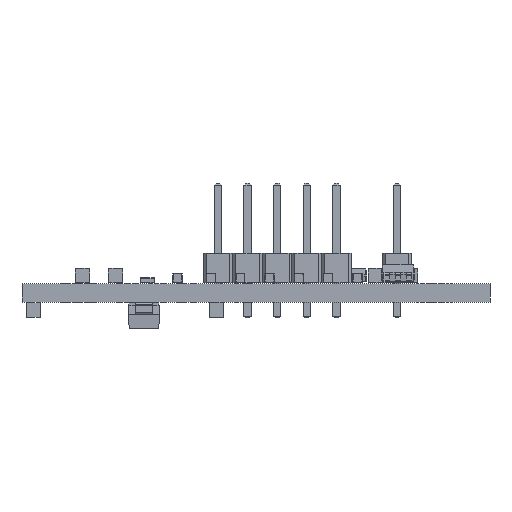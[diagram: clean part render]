
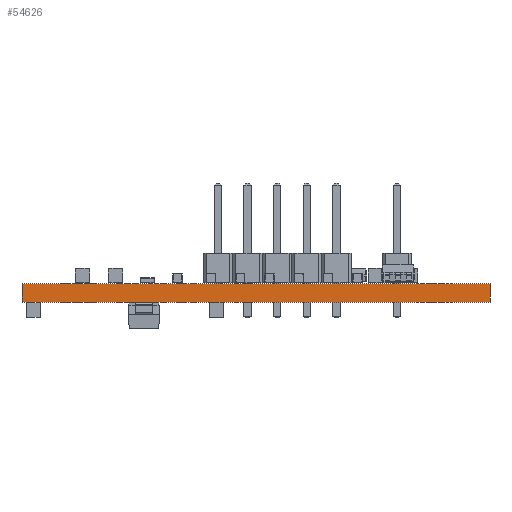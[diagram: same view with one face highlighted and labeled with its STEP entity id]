
A CAD part, left-side view. The second image highlights one B-rep face of the part: STEP entity #54626.
In plain terms, the highlighted planar face has unit normal (-1, 0, 0).
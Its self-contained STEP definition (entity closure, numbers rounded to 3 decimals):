
#54445 = PLANE('',#54446);
#54446 = AXIS2_PLACEMENT_3D('',#54447,#54448,#54449);
#54447 = CARTESIAN_POINT('',(45.466,5.334,0.));
#54448 = DIRECTION('',(0.,-1.,0.));
#54449 = DIRECTION('',(-1.,0.,0.));
#54470 = VERTEX_POINT('',#54471);
#54471 = CARTESIAN_POINT('',(5.334,5.334,1.6));
#54485 = PLANE('',#54486);
#54486 = AXIS2_PLACEMENT_3D('',#54487,#54488,#54489);
#54487 = CARTESIAN_POINT('',(25.4,25.4,1.6));
#54488 = DIRECTION('',(-0.,-0.,-1.));
#54489 = DIRECTION('',(-1.,0.,0.));
#54497 = EDGE_CURVE('',#54498,#54470,#54500,.T.);
#54498 = VERTEX_POINT('',#54499);
#54499 = CARTESIAN_POINT('',(5.334,5.334,0.));
#54500 = SURFACE_CURVE('',#54501,(#54505,#54512),.PCURVE_S1.);
#54501 = LINE('',#54502,#54503);
#54502 = CARTESIAN_POINT('',(5.334,5.334,0.));
#54503 = VECTOR('',#54504,1.);
#54504 = DIRECTION('',(0.,0.,1.));
#54505 = PCURVE('',#54445,#54506);
#54506 = DEFINITIONAL_REPRESENTATION('',(#54507),#54511);
#54507 = LINE('',#54508,#54509);
#54508 = CARTESIAN_POINT('',(40.132,0.));
#54509 = VECTOR('',#54510,1.);
#54510 = DIRECTION('',(0.,-1.));
#54511 = ( GEOMETRIC_REPRESENTATION_CONTEXT(2) 
PARAMETRIC_REPRESENTATION_CONTEXT() REPRESENTATION_CONTEXT('2D SPACE',''
  ) );
#54512 = PCURVE('',#54513,#54518);
#54513 = PLANE('',#54514);
#54514 = AXIS2_PLACEMENT_3D('',#54515,#54516,#54517);
#54515 = CARTESIAN_POINT('',(5.334,5.334,0.));
#54516 = DIRECTION('',(-1.,0.,0.));
#54517 = DIRECTION('',(0.,1.,0.));
#54518 = DEFINITIONAL_REPRESENTATION('',(#54519),#54523);
#54519 = LINE('',#54520,#54521);
#54520 = CARTESIAN_POINT('',(0.,0.));
#54521 = VECTOR('',#54522,1.);
#54522 = DIRECTION('',(0.,-1.));
#54523 = ( GEOMETRIC_REPRESENTATION_CONTEXT(2) 
PARAMETRIC_REPRESENTATION_CONTEXT() REPRESENTATION_CONTEXT('2D SPACE',''
  ) );
#54539 = PLANE('',#54540);
#54540 = AXIS2_PLACEMENT_3D('',#54541,#54542,#54543);
#54541 = CARTESIAN_POINT('',(25.4,25.4,0.));
#54542 = DIRECTION('',(-0.,-0.,-1.));
#54543 = DIRECTION('',(-1.,0.,0.));
#54572 = PLANE('',#54573);
#54573 = AXIS2_PLACEMENT_3D('',#54574,#54575,#54576);
#54574 = CARTESIAN_POINT('',(5.334,45.466,0.));
#54575 = DIRECTION('',(0.,1.,0.));
#54576 = DIRECTION('',(1.,0.,0.));
#54626 = ADVANCED_FACE('',(#54627),#54513,.T.);
#54627 = FACE_BOUND('',#54628,.T.);
#54628 = EDGE_LOOP('',(#54629,#54630,#54653,#54676));
#54629 = ORIENTED_EDGE('',*,*,#54497,.T.);
#54630 = ORIENTED_EDGE('',*,*,#54631,.T.);
#54631 = EDGE_CURVE('',#54470,#54632,#54634,.T.);
#54632 = VERTEX_POINT('',#54633);
#54633 = CARTESIAN_POINT('',(5.334,45.466,1.6));
#54634 = SURFACE_CURVE('',#54635,(#54639,#54646),.PCURVE_S1.);
#54635 = LINE('',#54636,#54637);
#54636 = CARTESIAN_POINT('',(5.334,5.334,1.6));
#54637 = VECTOR('',#54638,1.);
#54638 = DIRECTION('',(0.,1.,0.));
#54639 = PCURVE('',#54513,#54640);
#54640 = DEFINITIONAL_REPRESENTATION('',(#54641),#54645);
#54641 = LINE('',#54642,#54643);
#54642 = CARTESIAN_POINT('',(0.,-1.6));
#54643 = VECTOR('',#54644,1.);
#54644 = DIRECTION('',(1.,0.));
#54645 = ( GEOMETRIC_REPRESENTATION_CONTEXT(2) 
PARAMETRIC_REPRESENTATION_CONTEXT() REPRESENTATION_CONTEXT('2D SPACE',''
  ) );
#54646 = PCURVE('',#54485,#54647);
#54647 = DEFINITIONAL_REPRESENTATION('',(#54648),#54652);
#54648 = LINE('',#54649,#54650);
#54649 = CARTESIAN_POINT('',(20.066,-20.066));
#54650 = VECTOR('',#54651,1.);
#54651 = DIRECTION('',(0.,1.));
#54652 = ( GEOMETRIC_REPRESENTATION_CONTEXT(2) 
PARAMETRIC_REPRESENTATION_CONTEXT() REPRESENTATION_CONTEXT('2D SPACE',''
  ) );
#54653 = ORIENTED_EDGE('',*,*,#54654,.F.);
#54654 = EDGE_CURVE('',#54655,#54632,#54657,.T.);
#54655 = VERTEX_POINT('',#54656);
#54656 = CARTESIAN_POINT('',(5.334,45.466,0.));
#54657 = SURFACE_CURVE('',#54658,(#54662,#54669),.PCURVE_S1.);
#54658 = LINE('',#54659,#54660);
#54659 = CARTESIAN_POINT('',(5.334,45.466,0.));
#54660 = VECTOR('',#54661,1.);
#54661 = DIRECTION('',(0.,0.,1.));
#54662 = PCURVE('',#54513,#54663);
#54663 = DEFINITIONAL_REPRESENTATION('',(#54664),#54668);
#54664 = LINE('',#54665,#54666);
#54665 = CARTESIAN_POINT('',(40.132,0.));
#54666 = VECTOR('',#54667,1.);
#54667 = DIRECTION('',(0.,-1.));
#54668 = ( GEOMETRIC_REPRESENTATION_CONTEXT(2) 
PARAMETRIC_REPRESENTATION_CONTEXT() REPRESENTATION_CONTEXT('2D SPACE',''
  ) );
#54669 = PCURVE('',#54572,#54670);
#54670 = DEFINITIONAL_REPRESENTATION('',(#54671),#54675);
#54671 = LINE('',#54672,#54673);
#54672 = CARTESIAN_POINT('',(0.,0.));
#54673 = VECTOR('',#54674,1.);
#54674 = DIRECTION('',(0.,-1.));
#54675 = ( GEOMETRIC_REPRESENTATION_CONTEXT(2) 
PARAMETRIC_REPRESENTATION_CONTEXT() REPRESENTATION_CONTEXT('2D SPACE',''
  ) );
#54676 = ORIENTED_EDGE('',*,*,#54677,.F.);
#54677 = EDGE_CURVE('',#54498,#54655,#54678,.T.);
#54678 = SURFACE_CURVE('',#54679,(#54683,#54690),.PCURVE_S1.);
#54679 = LINE('',#54680,#54681);
#54680 = CARTESIAN_POINT('',(5.334,5.334,0.));
#54681 = VECTOR('',#54682,1.);
#54682 = DIRECTION('',(0.,1.,0.));
#54683 = PCURVE('',#54513,#54684);
#54684 = DEFINITIONAL_REPRESENTATION('',(#54685),#54689);
#54685 = LINE('',#54686,#54687);
#54686 = CARTESIAN_POINT('',(0.,0.));
#54687 = VECTOR('',#54688,1.);
#54688 = DIRECTION('',(1.,0.));
#54689 = ( GEOMETRIC_REPRESENTATION_CONTEXT(2) 
PARAMETRIC_REPRESENTATION_CONTEXT() REPRESENTATION_CONTEXT('2D SPACE',''
  ) );
#54690 = PCURVE('',#54539,#54691);
#54691 = DEFINITIONAL_REPRESENTATION('',(#54692),#54696);
#54692 = LINE('',#54693,#54694);
#54693 = CARTESIAN_POINT('',(20.066,-20.066));
#54694 = VECTOR('',#54695,1.);
#54695 = DIRECTION('',(0.,1.));
#54696 = ( GEOMETRIC_REPRESENTATION_CONTEXT(2) 
PARAMETRIC_REPRESENTATION_CONTEXT() REPRESENTATION_CONTEXT('2D SPACE',''
  ) );
